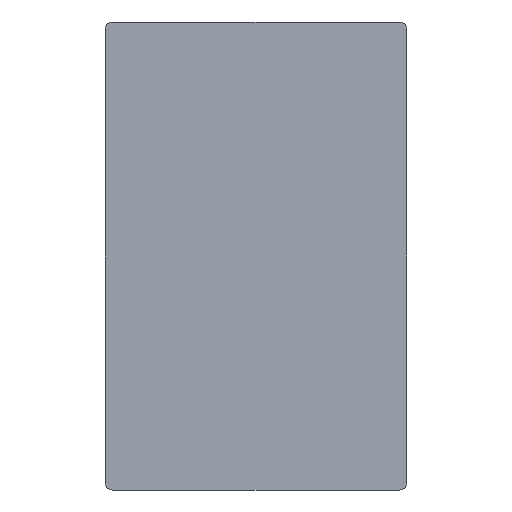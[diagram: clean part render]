
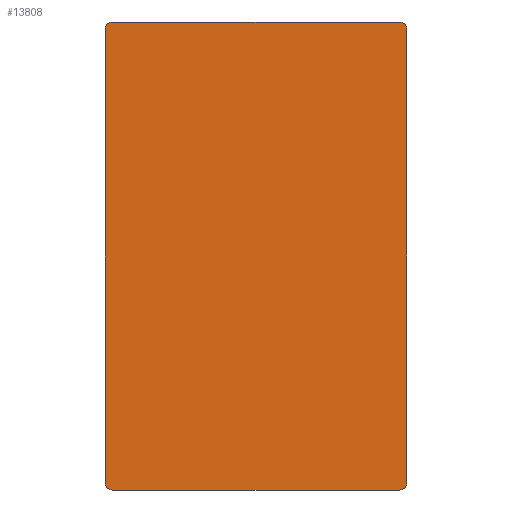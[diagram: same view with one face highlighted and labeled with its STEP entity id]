
A CAD part, left-side view. The second image highlights one B-rep face of the part: STEP entity #13808.
In plain terms, the highlighted planar face has unit normal (-1, 0, 0).
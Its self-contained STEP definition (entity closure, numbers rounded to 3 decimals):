
#50 = LINE ( 'NONE', #14757, #8183 ) ;
#121 = EDGE_CURVE ( 'NONE', #8858, #3459, #12372, .T. ) ;
#184 = EDGE_CURVE ( 'NONE', #9326, #10818, #12916, .T. ) ;
#900 = AXIS2_PLACEMENT_3D ( 'NONE', #4019, #14399, #5224 ) ;
#934 = LINE ( 'NONE', #14873, #12869 ) ;
#1331 = LINE ( 'NONE', #8719, #1891 ) ;
#1506 = PLANE ( 'NONE',  #5491 ) ;
#1606 = DIRECTION ( 'NONE',  ( 1., 0., 0. ) ) ;
#1618 = DIRECTION ( 'NONE',  ( 1., 0., 0. ) ) ;
#1819 = ORIENTED_EDGE ( 'NONE', *, *, #7122, .F. ) ;
#1891 = VECTOR ( 'NONE', #13369, 1000. ) ;
#2004 = FACE_OUTER_BOUND ( 'NONE', #12771, .T. ) ;
#2090 = DIRECTION ( 'NONE',  ( 0., 1., 0. ) ) ;
#2695 = CARTESIAN_POINT ( 'NONE',  ( 0., 0.5, -0.5 ) ) ;
#2892 = DIRECTION ( 'NONE',  ( 0., 0., -1. ) ) ;
#2953 = CARTESIAN_POINT ( 'NONE',  ( 0., 0.5, 0. ) ) ;
#3459 = VERTEX_POINT ( 'NONE', #3669 ) ;
#3669 = CARTESIAN_POINT ( 'NONE',  ( 0., 20., -0.5 ) ) ;
#3705 = DIRECTION ( 'NONE',  ( -1., 0., 0. ) ) ;
#3739 = VERTEX_POINT ( 'NONE', #9151 ) ;
#3916 = ORIENTED_EDGE ( 'NONE', *, *, #9479, .F. ) ;
#3995 = CARTESIAN_POINT ( 'NONE',  ( 0., 0.5, -30.5 ) ) ;
#4017 = AXIS2_PLACEMENT_3D ( 'NONE', #4940, #8372, #14223 ) ;
#4019 = CARTESIAN_POINT ( 'NONE',  ( 0., 0.5, -0.5 ) ) ;
#4458 = DIRECTION ( 'NONE',  ( 0., -1., 0. ) ) ;
#4720 = VERTEX_POINT ( 'NONE', #2953 ) ;
#4940 = CARTESIAN_POINT ( 'NONE',  ( 0., 19.5, -0.5 ) ) ;
#5061 = DIRECTION ( 'NONE',  ( 0., 0., 1. ) ) ;
#5082 = ORIENTED_EDGE ( 'NONE', *, *, #10955, .F. ) ;
#5100 = CARTESIAN_POINT ( 'NONE',  ( 0., 20., -30.5 ) ) ;
#5224 = DIRECTION ( 'NONE',  ( 0., 0., 1. ) ) ;
#5491 = AXIS2_PLACEMENT_3D ( 'NONE', #2695, #3705, #6076 ) ;
#5912 = VERTEX_POINT ( 'NONE', #14353 ) ;
#6076 = DIRECTION ( 'NONE',  ( 0., 0., 1. ) ) ;
#6552 = CARTESIAN_POINT ( 'NONE',  ( 0., 0.5, -31. ) ) ;
#6763 = EDGE_CURVE ( 'NONE', #3459, #5912, #12406, .T. ) ;
#6952 = CARTESIAN_POINT ( 'NONE',  ( 0., 0., -30.5 ) ) ;
#7098 = CARTESIAN_POINT ( 'NONE',  ( 0., 0., -0.5 ) ) ;
#7122 = EDGE_CURVE ( 'NONE', #4720, #13143, #8063, .T. ) ;
#7475 = DIRECTION ( 'NONE',  ( 0., 0., 1. ) ) ;
#7478 = EDGE_CURVE ( 'NONE', #3739, #8858, #11489, .T. ) ;
#8063 = CIRCLE ( 'NONE', #900, 0.5 ) ;
#8183 = VECTOR ( 'NONE', #2090, 1000. ) ;
#8372 = DIRECTION ( 'NONE',  ( 1., 0., 0. ) ) ;
#8424 = ORIENTED_EDGE ( 'NONE', *, *, #6763, .F. ) ;
#8719 = CARTESIAN_POINT ( 'NONE',  ( 0., 0., -0.5 ) ) ;
#8858 = VERTEX_POINT ( 'NONE', #5100 ) ;
#8962 = ORIENTED_EDGE ( 'NONE', *, *, #184, .F. ) ;
#9074 = ORIENTED_EDGE ( 'NONE', *, *, #121, .F. ) ;
#9151 = CARTESIAN_POINT ( 'NONE',  ( 0., 19.5, -31. ) ) ;
#9326 = VERTEX_POINT ( 'NONE', #6952 ) ;
#9479 = EDGE_CURVE ( 'NONE', #13143, #9326, #1331, .T. ) ;
#9501 = AXIS2_PLACEMENT_3D ( 'NONE', #3995, #1606, #5061 ) ;
#10818 = VERTEX_POINT ( 'NONE', #6552 ) ;
#10827 = CARTESIAN_POINT ( 'NONE',  ( 0., 19.5, -30.5 ) ) ;
#10955 = EDGE_CURVE ( 'NONE', #10818, #3739, #50, .T. ) ;
#11489 = CIRCLE ( 'NONE', #14264, 0.5 ) ;
#11819 = CARTESIAN_POINT ( 'NONE',  ( 0., 20., -0.5 ) ) ;
#12361 = ORIENTED_EDGE ( 'NONE', *, *, #14520, .F. ) ;
#12372 = LINE ( 'NONE', #11819, #13637 ) ;
#12384 = ORIENTED_EDGE ( 'NONE', *, *, #7478, .F. ) ;
#12406 = CIRCLE ( 'NONE', #4017, 0.5 ) ;
#12771 = EDGE_LOOP ( 'NONE', ( #1819, #12361, #8424, #9074, #12384, #5082, #8962, #3916 ) ) ;
#12869 = VECTOR ( 'NONE', #4458, 1000. ) ;
#12916 = CIRCLE ( 'NONE', #9501, 0.5 ) ;
#13143 = VERTEX_POINT ( 'NONE', #7098 ) ;
#13369 = DIRECTION ( 'NONE',  ( 0., 0., -1. ) ) ;
#13637 = VECTOR ( 'NONE', #7475, 1000. ) ;
#13808 = ADVANCED_FACE ( 'NONE', ( #2004 ), #1506, .T. ) ;
#14223 = DIRECTION ( 'NONE',  ( 0., 0., -1. ) ) ;
#14264 = AXIS2_PLACEMENT_3D ( 'NONE', #10827, #1618, #2892 ) ;
#14353 = CARTESIAN_POINT ( 'NONE',  ( 0., 19.5, 0. ) ) ;
#14399 = DIRECTION ( 'NONE',  ( 1., 0., 0. ) ) ;
#14520 = EDGE_CURVE ( 'NONE', #5912, #4720, #934, .T. ) ;
#14757 = CARTESIAN_POINT ( 'NONE',  ( 0., 0.5, -31. ) ) ;
#14873 = CARTESIAN_POINT ( 'NONE',  ( 0., 0.5, 0. ) ) ;
